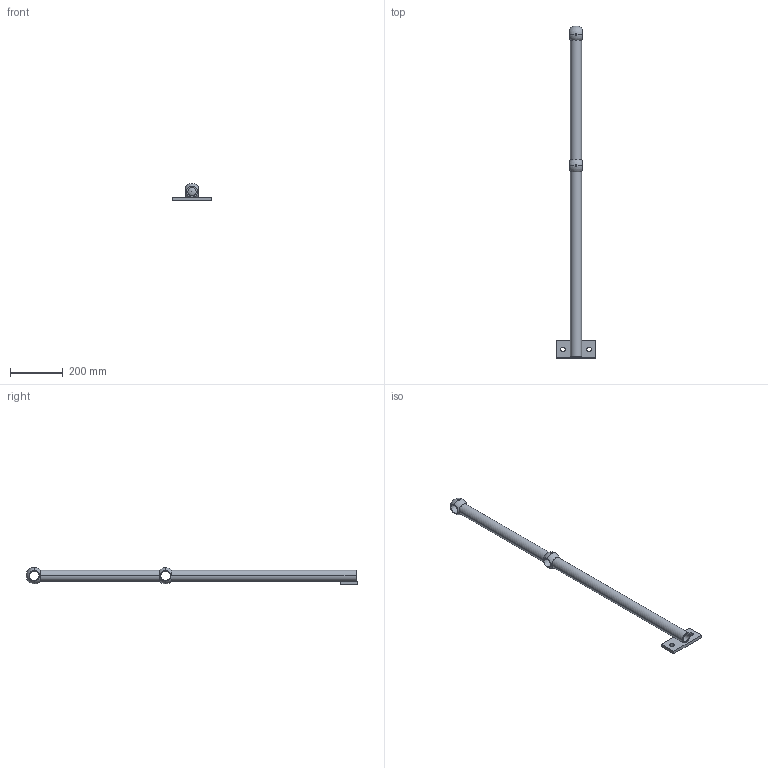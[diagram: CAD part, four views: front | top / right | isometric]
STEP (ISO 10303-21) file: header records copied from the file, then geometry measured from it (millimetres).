
FILE_DESCRIPTION (( 'STEP AP203' ), '1' );
FILE_NAME ('BALUSTER_Ø42,4Ø63Ø33,7_FAST_TYPE_GS2.STEP', '2011-09-19T08:53:45', ( 'JKJ' ), ( '' ), 'SwSTEP 2.0', 'SolidWorks 2011', '' );
FILE_SCHEMA (( 'CONFIG_CONTROL_DESIGN' ));
Length unit declared in the file: millimetre
Products named in the file (6): BESLAG FOR OPHÆNG AF GELÆNDER; BESLAG FOR GELÆNDER 3,1; KUGLESTYR2; BALUSTER_Ø42,4Ø63Ø33,7_FAST_TYPE_GS2; NEDERSTE GEL鷹DER傕 702; BALUSTER Ø42,4_Ø33,7 FAST TYPE GS2
Assembly tree (6 placements, depth 3):
  BALUSTER_Ø42,4Ø63Ø33,7_FAST_TYPE_GS2
    BALUSTER Ø42,4_Ø33,7 FAST TYPE GS2
      KUGLESTYR2  x2
      NEDERSTE GEL鷹DER傕 702
      BESLAG FOR OPHÆNG AF GELÆNDER
      BESLAG FOR GELÆNDER 3,1
Bounding box: 150 x 1264 x 64.52 mm (x, y, z)
Volume: 955434.9 mm3; surface area: 329718.3 mm2
Topology: 5 solids, 5 shells, 42 faces, 116 edges, 76 vertices
Faces by surface type: cylinder 24, plane 14, sphere 4
Entity records: 1782 total; most frequent: CARTESIAN_POINT 300, DIRECTION 202, ORIENTED_EDGE 156, AXIS2_PLACEMENT_3D 86, EDGE_CURVE 78, PERSON_AND_ORGANIZATION 54, VERTEX_POINT 52, EDGE_LOOP 44
